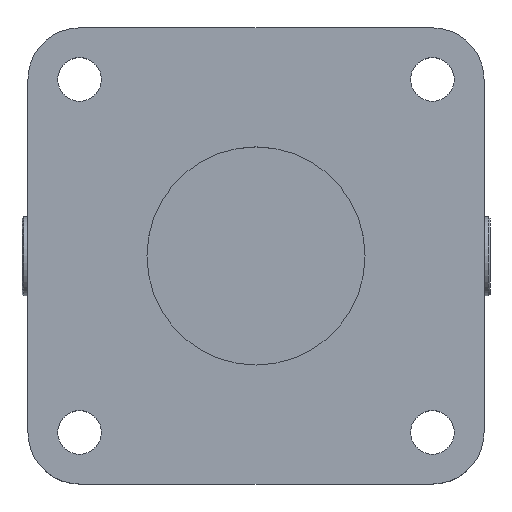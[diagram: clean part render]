
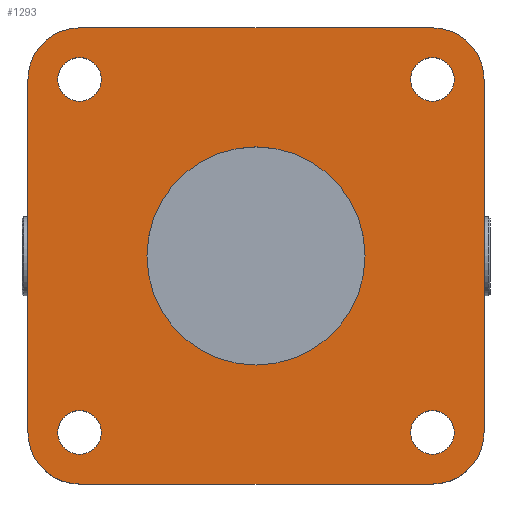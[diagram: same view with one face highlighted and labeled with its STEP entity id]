
A CAD part, top view. The second image highlights one B-rep face of the part: STEP entity #1293.
In plain terms, the highlighted planar face has unit normal (0, 0, 1).
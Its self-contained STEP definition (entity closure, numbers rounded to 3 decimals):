
#52=PLANE('',#1464);
#117=LINE('',#2204,#193);
#119=LINE('',#2215,#195);
#124=LINE('',#2232,#200);
#128=LINE('',#2243,#204);
#193=VECTOR('',#1827,89.);
#195=VECTOR('',#1839,89.);
#200=VECTOR('',#1858,89.);
#204=VECTOR('',#1870,89.);
#246=FACE_BOUND('',#454,.T.);
#247=FACE_BOUND('',#455,.T.);
#248=FACE_BOUND('',#456,.T.);
#249=FACE_BOUND('',#457,.T.);
#250=FACE_BOUND('',#458,.T.);
#334=FACE_OUTER_BOUND('',#453,.T.);
#453=EDGE_LOOP('',(#1143,#1144,#1145,#1146,#1147,#1148,#1149,#1150));
#454=EDGE_LOOP('',(#1151));
#455=EDGE_LOOP('',(#1152));
#456=EDGE_LOOP('',(#1153));
#457=EDGE_LOOP('',(#1154));
#458=EDGE_LOOP('',(#1155));
#529=CIRCLE('',#1414,5.5);
#533=CIRCLE('',#1421,5.5);
#537=CIRCLE('',#1428,5.5);
#541=CIRCLE('',#1435,5.5);
#546=CIRCLE('',#1446,27.5);
#548=CIRCLE('',#1451,13.);
#550=CIRCLE('',#1454,13.);
#552=CIRCLE('',#1458,13.);
#554=CIRCLE('',#1462,13.);
#639=VERTEX_POINT('',#2135);
#643=VERTEX_POINT('',#2146);
#647=VERTEX_POINT('',#2157);
#651=VERTEX_POINT('',#2168);
#664=VERTEX_POINT('',#2201);
#665=VERTEX_POINT('',#2203);
#666=VERTEX_POINT('',#2207);
#668=VERTEX_POINT('',#2213);
#669=VERTEX_POINT('',#2214);
#672=VERTEX_POINT('',#2225);
#674=VERTEX_POINT('',#2231);
#676=VERTEX_POINT('',#2237);
#677=VERTEX_POINT('',#2242);
#793=EDGE_CURVE('',#639,#639,#529,.T.);
#797=EDGE_CURVE('',#643,#643,#533,.T.);
#801=EDGE_CURVE('',#647,#647,#537,.T.);
#805=EDGE_CURVE('',#651,#651,#541,.T.);
#821=EDGE_CURVE('',#664,#665,#117,.T.);
#823=EDGE_CURVE('',#666,#666,#546,.T.);
#825=EDGE_CURVE('',#668,#669,#119,.T.);
#829=EDGE_CURVE('',#669,#664,#548,.T.);
#831=EDGE_CURVE('',#665,#672,#550,.T.);
#834=EDGE_CURVE('',#672,#674,#124,.T.);
#837=EDGE_CURVE('',#674,#676,#552,.T.);
#840=EDGE_CURVE('',#676,#677,#128,.T.);
#842=EDGE_CURVE('',#677,#668,#554,.T.);
#1143=ORIENTED_EDGE('',*,*,#825,.F.);
#1144=ORIENTED_EDGE('',*,*,#842,.F.);
#1145=ORIENTED_EDGE('',*,*,#840,.F.);
#1146=ORIENTED_EDGE('',*,*,#837,.F.);
#1147=ORIENTED_EDGE('',*,*,#834,.F.);
#1148=ORIENTED_EDGE('',*,*,#831,.F.);
#1149=ORIENTED_EDGE('',*,*,#821,.F.);
#1150=ORIENTED_EDGE('',*,*,#829,.F.);
#1151=ORIENTED_EDGE('',*,*,#793,.T.);
#1152=ORIENTED_EDGE('',*,*,#797,.T.);
#1153=ORIENTED_EDGE('',*,*,#801,.T.);
#1154=ORIENTED_EDGE('',*,*,#805,.T.);
#1155=ORIENTED_EDGE('',*,*,#823,.T.);
#1293=ADVANCED_FACE('',(#334,#246,#247,#248,#249,#250),#52,.T.);
#1414=AXIS2_PLACEMENT_3D('',#2136,#1754,#1755);
#1421=AXIS2_PLACEMENT_3D('',#2147,#1768,#1769);
#1428=AXIS2_PLACEMENT_3D('',#2158,#1782,#1783);
#1435=AXIS2_PLACEMENT_3D('',#2169,#1796,#1797);
#1446=AXIS2_PLACEMENT_3D('',#2208,#1831,#1832);
#1451=AXIS2_PLACEMENT_3D('',#2222,#1845,#1846);
#1454=AXIS2_PLACEMENT_3D('',#2226,#1851,#1852);
#1458=AXIS2_PLACEMENT_3D('',#2238,#1863,#1864);
#1462=AXIS2_PLACEMENT_3D('',#2246,#1874,#1875);
#1464=AXIS2_PLACEMENT_3D('',#2248,#1878,#1879);
#1754=DIRECTION('center_axis',(0.,0.,-1.));
#1755=DIRECTION('ref_axis',(-1.,0.,0.));
#1768=DIRECTION('center_axis',(0.,0.,-1.));
#1769=DIRECTION('ref_axis',(-1.,0.,0.));
#1782=DIRECTION('center_axis',(0.,0.,-1.));
#1783=DIRECTION('ref_axis',(-1.,0.,0.));
#1796=DIRECTION('center_axis',(0.,0.,-1.));
#1797=DIRECTION('ref_axis',(-1.,0.,0.));
#1827=DIRECTION('',(-1.,0.,0.));
#1831=DIRECTION('center_axis',(0.,0.,-1.));
#1832=DIRECTION('ref_axis',(1.,0.,0.));
#1839=DIRECTION('',(0.,-1.,0.));
#1845=DIRECTION('center_axis',(0.,0.,-1.));
#1846=DIRECTION('ref_axis',(0.,1.,0.));
#1851=DIRECTION('center_axis',(0.,0.,-1.));
#1852=DIRECTION('ref_axis',(1.,0.,0.));
#1858=DIRECTION('',(0.,1.,0.));
#1863=DIRECTION('center_axis',(0.,0.,-1.));
#1864=DIRECTION('ref_axis',(0.,-1.,0.));
#1870=DIRECTION('',(1.,0.,0.));
#1874=DIRECTION('center_axis',(0.,0.,-1.));
#1875=DIRECTION('ref_axis',(-1.,0.,0.));
#1878=DIRECTION('center_axis',(0.,0.,1.));
#1879=DIRECTION('ref_axis',(1.,0.,0.));
#2135=CARTESIAN_POINT('',(-39.,-44.5,14.));
#2136=CARTESIAN_POINT('Origin',(-44.5,-44.5,14.));
#2146=CARTESIAN_POINT('',(50.,44.5,14.));
#2147=CARTESIAN_POINT('Origin',(44.5,44.5,14.));
#2157=CARTESIAN_POINT('',(-39.,44.5,14.));
#2158=CARTESIAN_POINT('Origin',(-44.5,44.5,14.));
#2168=CARTESIAN_POINT('',(50.,-44.5,14.));
#2169=CARTESIAN_POINT('Origin',(44.5,-44.5,14.));
#2201=CARTESIAN_POINT('',(44.5,-57.5,14.));
#2203=CARTESIAN_POINT('',(-44.5,-57.5,14.));
#2204=CARTESIAN_POINT('',(44.5,-57.5,14.));
#2207=CARTESIAN_POINT('',(27.5,0.,14.));
#2208=CARTESIAN_POINT('Origin',(0.,0.,14.));
#2213=CARTESIAN_POINT('',(57.5,44.5,14.));
#2214=CARTESIAN_POINT('',(57.5,-44.5,14.));
#2215=CARTESIAN_POINT('',(57.5,44.5,14.));
#2222=CARTESIAN_POINT('Origin',(44.5,-44.5,14.));
#2225=CARTESIAN_POINT('',(-57.5,-44.5,14.));
#2226=CARTESIAN_POINT('Origin',(-44.5,-44.5,14.));
#2231=CARTESIAN_POINT('',(-57.5,44.5,14.));
#2232=CARTESIAN_POINT('',(-57.5,-44.5,14.));
#2237=CARTESIAN_POINT('',(-44.5,57.5,14.));
#2238=CARTESIAN_POINT('Origin',(-44.5,44.5,14.));
#2242=CARTESIAN_POINT('',(44.5,57.5,14.));
#2243=CARTESIAN_POINT('',(-44.5,57.5,14.));
#2246=CARTESIAN_POINT('Origin',(44.5,44.5,14.));
#2248=CARTESIAN_POINT('Origin',(0.,0.,
14.));
